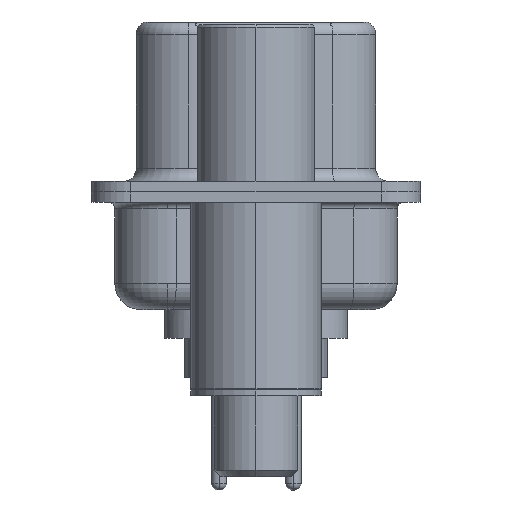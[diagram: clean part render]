
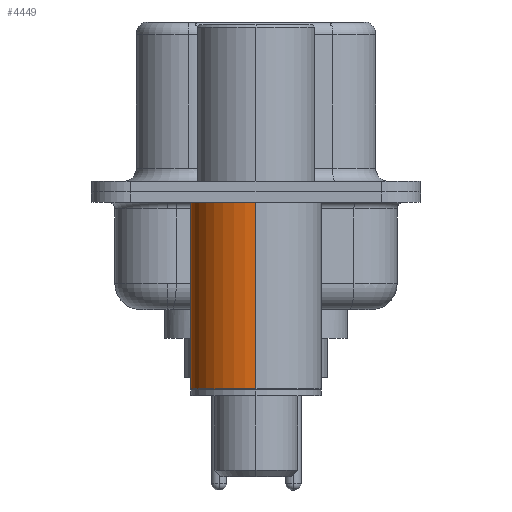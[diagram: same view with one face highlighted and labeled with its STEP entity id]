
A CAD part, left-side view. The second image highlights one B-rep face of the part: STEP entity #4449.
In plain terms, the highlighted cylindrical face has radius 2.5 mm (diameter 5 mm), a partial arc.
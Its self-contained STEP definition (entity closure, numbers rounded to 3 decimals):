
#3 = CARTESIAN_POINT ( 'NONE',  ( 2.5, 0., -7.525 ) ) ;
#220 = VECTOR ( 'NONE', #18759, 1000. ) ;
#985 = DIRECTION ( 'NONE',  ( 1., 0., 0. ) ) ;
#1350 = CARTESIAN_POINT ( 'NONE',  ( 0., 0., -0.4 ) ) ;
#2460 = CARTESIAN_POINT ( 'NONE',  ( -2.5, 0., 0.581 ) ) ;
#2931 = DIRECTION ( 'NONE',  ( 1., 0., 0. ) ) ;
#3239 = CIRCLE ( 'NONE', #13646, 2.5 ) ;
#3414 = AXIS2_PLACEMENT_3D ( 'NONE', #15650, #20432, #985 ) ;
#3970 = LINE ( 'NONE', #2460, #220 ) ;
#4449 = ADVANCED_FACE ( 'NONE', ( #11698 ), #6809, .T. ) ;
#5046 = VERTEX_POINT ( 'NONE', #16691 ) ;
#5271 = EDGE_LOOP ( 'NONE', ( #20727, #19098, #11304, #19382 ) ) ;
#6323 = CARTESIAN_POINT ( 'NONE',  ( -2.5, 0., -0.4 ) ) ;
#6809 = CYLINDRICAL_SURFACE ( 'NONE', #3414, 2.5 ) ;
#8279 = VERTEX_POINT ( 'NONE', #6323 ) ;
#8503 = CARTESIAN_POINT ( 'NONE',  ( -2.5, 0., -7.525 ) ) ;
#9298 = CARTESIAN_POINT ( 'NONE',  ( 0., 0., -7.525 ) ) ;
#10928 = DIRECTION ( 'NONE',  ( 1., 0., 0. ) ) ;
#11193 = EDGE_CURVE ( 'NONE', #20117, #12749, #19288, .T. ) ;
#11304 = ORIENTED_EDGE ( 'NONE', *, *, #18863, .F. ) ;
#11632 = CARTESIAN_POINT ( 'NONE',  ( 2.5, 0., 0.581 ) ) ;
#11698 = FACE_OUTER_BOUND ( 'NONE', #5271, .T. ) ;
#12729 = DIRECTION ( 'NONE',  ( 0., 0., 1. ) ) ;
#12749 = VERTEX_POINT ( 'NONE', #8503 ) ;
#13646 = AXIS2_PLACEMENT_3D ( 'NONE', #1350, #12729, #2931 ) ;
#14458 = EDGE_CURVE ( 'NONE', #12749, #8279, #3970, .T. ) ;
#15650 = CARTESIAN_POINT ( 'NONE',  ( 0., 0., 0.581 ) ) ;
#16691 = CARTESIAN_POINT ( 'NONE',  ( 2.5, 0., -0.4 ) ) ;
#17631 = AXIS2_PLACEMENT_3D ( 'NONE', #9298, #20708, #10928 ) ;
#18517 = LINE ( 'NONE', #11632, #19051 ) ;
#18759 = DIRECTION ( 'NONE',  ( 0., 0., 1. ) ) ;
#18863 = EDGE_CURVE ( 'NONE', #5046, #8279, #3239, .T. ) ;
#19051 = VECTOR ( 'NONE', #19914, 1000. ) ;
#19098 = ORIENTED_EDGE ( 'NONE', *, *, #14458, .T. ) ;
#19288 = CIRCLE ( 'NONE', #17631, 2.5 ) ;
#19382 = ORIENTED_EDGE ( 'NONE', *, *, #21062, .F. ) ;
#19914 = DIRECTION ( 'NONE',  ( 0., 0., 1. ) ) ;
#20117 = VERTEX_POINT ( 'NONE', #3 ) ;
#20432 = DIRECTION ( 'NONE',  ( 0., 0., 1. ) ) ;
#20708 = DIRECTION ( 'NONE',  ( 0., 0., 1. ) ) ;
#20727 = ORIENTED_EDGE ( 'NONE', *, *, #11193, .T. ) ;
#21062 = EDGE_CURVE ( 'NONE', #20117, #5046, #18517, .T. ) ;
